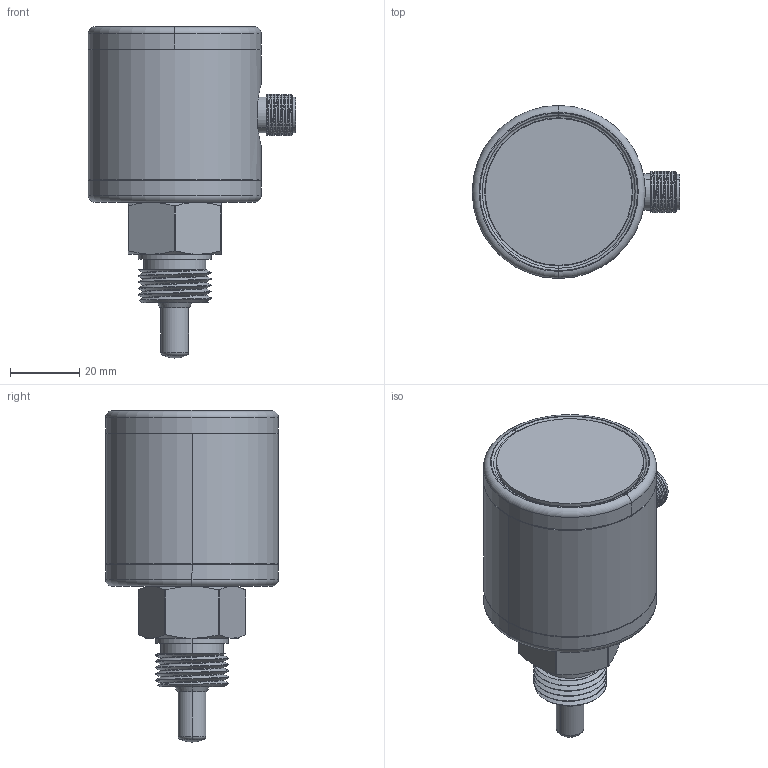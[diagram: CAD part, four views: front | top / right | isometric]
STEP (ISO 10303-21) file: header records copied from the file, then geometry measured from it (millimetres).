
FILE_DESCRIPTION (( 'STEP AP203' ), '1' );
FILE_NAME ('GFD-G12S4S-D2DÍâ¹Û.STEP', '2024-08-20T08:12:03', ( '' ), ( '' ), 'SwSTEP 2.0', 'SolidWorks 2020', '' );
FILE_SCHEMA (( 'CONFIG_CONTROL_DESIGN' ));
Length unit declared in the file: millimetre
Products named in the file (1): GFD-G12S4S-D2D俋夤
Bounding box: 60 x 50 x 96 mm (x, y, z)
Volume: 112176.7 mm3; surface area: 20960.8 mm2
Topology: 1 solids, 9 shells, 292 faces, 694 edges, 435 vertices
Faces by surface type: cylinder 123, plane 76, cone 39, bspline 28, torus 18, sphere 8
Entity records: 13043 total; most frequent: CARTESIAN_POINT 6524, ORIENTED_EDGE 1364, DIRECTION 1286, EDGE_CURVE 682, AXIS2_PLACEMENT_3D 509, VERTEX_POINT 431, EDGE_LOOP 329, ADVANCED_FACE 292
